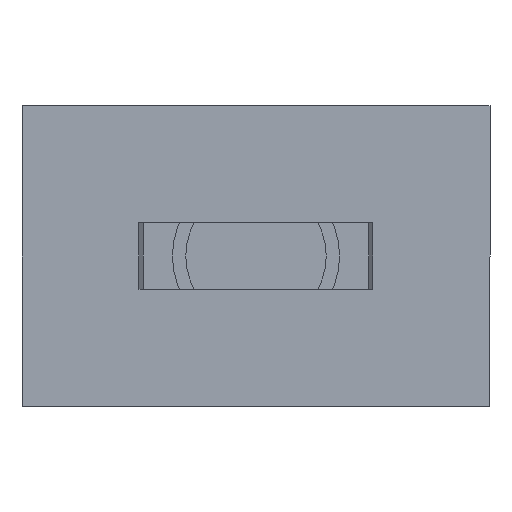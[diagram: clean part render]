
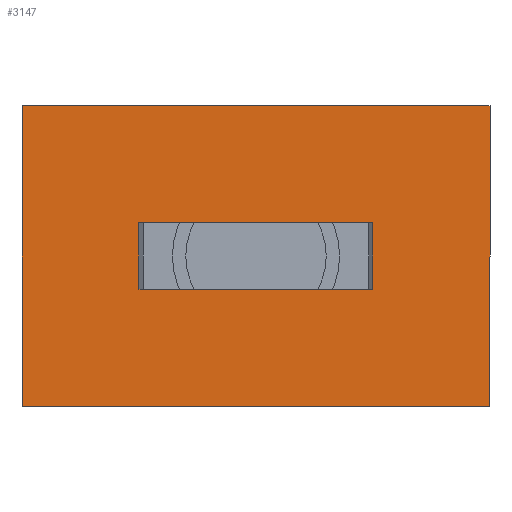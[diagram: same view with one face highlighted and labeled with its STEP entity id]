
A CAD part, front view. The second image highlights one B-rep face of the part: STEP entity #3147.
In plain terms, the highlighted planar face has unit normal (0, -1, 0).
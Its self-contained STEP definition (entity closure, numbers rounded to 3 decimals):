
#44 = DIRECTION ( 'NONE',  ( 0., 0., 1. ) ) ;
#52 = CARTESIAN_POINT ( 'NONE',  ( 7., 0., 2. ) ) ;
#56 = CARTESIAN_POINT ( 'NONE',  ( -14., 0., 9. ) ) ;
#79 = CARTESIAN_POINT ( 'NONE',  ( 14., 0., -9. ) ) ;
#237 = VECTOR ( 'NONE', #44, 1000. ) ;
#266 = VERTEX_POINT ( 'NONE', #1658 ) ;
#302 = AXIS2_PLACEMENT_3D ( 'NONE', #359, #920, #2879 ) ;
#359 = CARTESIAN_POINT ( 'NONE',  ( 0., 0., 0. ) ) ;
#379 = VERTEX_POINT ( 'NONE', #52 ) ;
#419 = CARTESIAN_POINT ( 'NONE',  ( -14., 0., -9. ) ) ;
#515 = LINE ( 'NONE', #2157, #3438 ) ;
#532 = ORIENTED_EDGE ( 'NONE', *, *, #876, .F. ) ;
#642 = PLANE ( 'NONE',  #302 ) ;
#745 = EDGE_CURVE ( 'NONE', #1984, #3274, #1960, .T. ) ;
#759 = CARTESIAN_POINT ( 'NONE',  ( 1., 0., 9. ) ) ;
#804 = ORIENTED_EDGE ( 'NONE', *, *, #3294, .F. ) ;
#840 = ORIENTED_EDGE ( 'NONE', *, *, #3608, .F. ) ;
#876 = EDGE_CURVE ( 'NONE', #2207, #266, #2183, .T. ) ;
#920 = DIRECTION ( 'NONE',  ( 0., 1., 0. ) ) ;
#944 = ORIENTED_EDGE ( 'NONE', *, *, #1857, .F. ) ;
#1001 = CARTESIAN_POINT ( 'NONE',  ( 14., 0., 9. ) ) ;
#1020 = EDGE_LOOP ( 'NONE', ( #944, #3244, #2601, #3305 ) ) ;
#1081 = CARTESIAN_POINT ( 'NONE',  ( 14., 0., -9. ) ) ;
#1085 = LINE ( 'NONE', #419, #1746 ) ;
#1171 = CARTESIAN_POINT ( 'NONE',  ( 7., 0., 2. ) ) ;
#1414 = EDGE_CURVE ( 'NONE', #2775, #2207, #515, .T. ) ;
#1504 = EDGE_LOOP ( 'NONE', ( #804, #840, #532, #3373 ) ) ;
#1597 = VERTEX_POINT ( 'NONE', #2247 ) ;
#1658 = CARTESIAN_POINT ( 'NONE',  ( 7., 0., -2. ) ) ;
#1746 = VECTOR ( 'NONE', #1814, 1000. ) ;
#1814 = DIRECTION ( 'NONE',  ( -1., 0., 0. ) ) ;
#1857 = EDGE_CURVE ( 'NONE', #1597, #3368, #3100, .T. ) ;
#1863 = DIRECTION ( 'NONE',  ( 0., 0., -1. ) ) ;
#1909 = FACE_OUTER_BOUND ( 'NONE', #1020, .T. ) ;
#1960 = LINE ( 'NONE', #79, #2530 ) ;
#1984 = VERTEX_POINT ( 'NONE', #1001 ) ;
#2110 = VECTOR ( 'NONE', #3206, 1000. ) ;
#2136 = VECTOR ( 'NONE', #3350, 1000. ) ;
#2140 = LINE ( 'NONE', #759, #3567 ) ;
#2157 = CARTESIAN_POINT ( 'NONE',  ( -7., 0., 2. ) ) ;
#2183 = LINE ( 'NONE', #3221, #2110 ) ;
#2207 = VERTEX_POINT ( 'NONE', #2308 ) ;
#2247 = CARTESIAN_POINT ( 'NONE',  ( -14., 0., -9. ) ) ;
#2308 = CARTESIAN_POINT ( 'NONE',  ( -7., 0., -2. ) ) ;
#2367 = VECTOR ( 'NONE', #2375, 1000. ) ;
#2375 = DIRECTION ( 'NONE',  ( 0., 0., 1. ) ) ;
#2530 = VECTOR ( 'NONE', #2585, 1000. ) ;
#2585 = DIRECTION ( 'NONE',  ( 0., 0., -1. ) ) ;
#2601 = ORIENTED_EDGE ( 'NONE', *, *, #745, .F. ) ;
#2669 = FACE_BOUND ( 'NONE', #1504, .T. ) ;
#2763 = EDGE_CURVE ( 'NONE', #3274, #1597, #1085, .T. ) ;
#2775 = VERTEX_POINT ( 'NONE', #3240 ) ;
#2879 = DIRECTION ( 'NONE',  ( 0., 0., 1. ) ) ;
#2907 = EDGE_CURVE ( 'NONE', #3368, #1984, #2140, .T. ) ;
#2970 = LINE ( 'NONE', #3050, #2136 ) ;
#2999 = DIRECTION ( 'NONE',  ( 1., 0., 0. ) ) ;
#3050 = CARTESIAN_POINT ( 'NONE',  ( -7., 0., 2. ) ) ;
#3100 = LINE ( 'NONE', #3520, #2367 ) ;
#3147 = ADVANCED_FACE ( 'NONE', ( #1909, #2669 ), #642, .F. ) ;
#3206 = DIRECTION ( 'NONE',  ( 1., 0., 0. ) ) ;
#3221 = CARTESIAN_POINT ( 'NONE',  ( -7., 0., -2. ) ) ;
#3240 = CARTESIAN_POINT ( 'NONE',  ( -7., 0., 2. ) ) ;
#3244 = ORIENTED_EDGE ( 'NONE', *, *, #2763, .F. ) ;
#3253 = LINE ( 'NONE', #1171, #237 ) ;
#3274 = VERTEX_POINT ( 'NONE', #1081 ) ;
#3294 = EDGE_CURVE ( 'NONE', #379, #2775, #2970, .T. ) ;
#3305 = ORIENTED_EDGE ( 'NONE', *, *, #2907, .F. ) ;
#3350 = DIRECTION ( 'NONE',  ( -1., 0., 0. ) ) ;
#3368 = VERTEX_POINT ( 'NONE', #56 ) ;
#3373 = ORIENTED_EDGE ( 'NONE', *, *, #1414, .F. ) ;
#3438 = VECTOR ( 'NONE', #1863, 1000. ) ;
#3520 = CARTESIAN_POINT ( 'NONE',  ( -14., 0., -9. ) ) ;
#3567 = VECTOR ( 'NONE', #2999, 1000. ) ;
#3608 = EDGE_CURVE ( 'NONE', #266, #379, #3253, .T. ) ;
